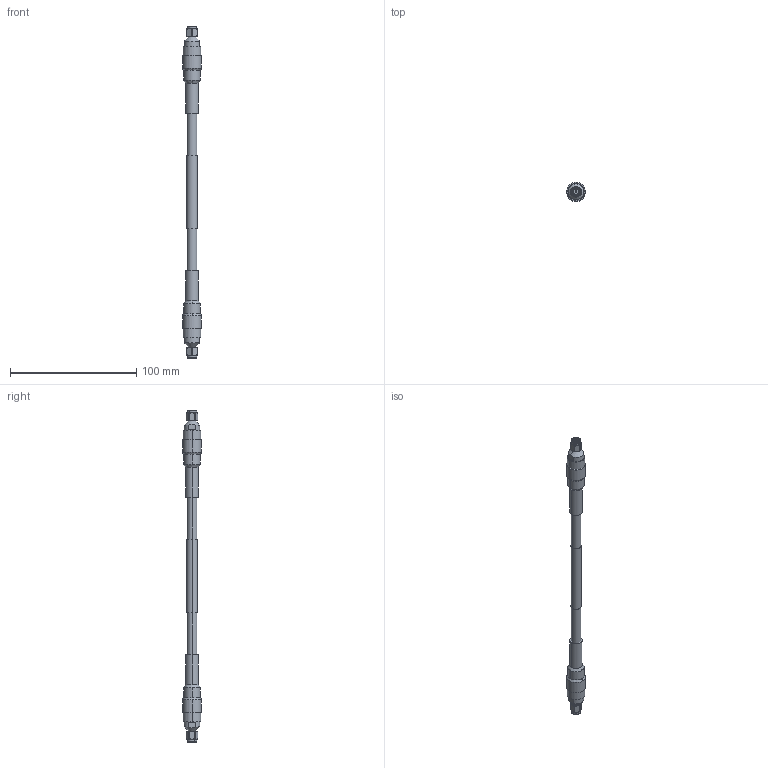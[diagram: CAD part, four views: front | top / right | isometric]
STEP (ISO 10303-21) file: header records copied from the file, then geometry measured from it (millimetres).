
FILE_DESCRIPTION (( 'STEP AP203' ), '1' );
FILE_NAME ('PE3M0225 ¦ FMHR0225.step', '2019-04-23T19:13:10', ( '' ), ( '' ), 'SwSTEP 2.0', 'SolidWorks 2018', '' );
FILE_SCHEMA (( 'CONFIG_CONTROL_DESIGN' ));
Length unit declared in the file: inch
Products named in the file (3): PE45042-4MJR5 ｦ FMCN1185-4MJR5_HeatShrink; Coax Cable_PE-P300LL; PE3M0225 ｦ FMHR0225
Assembly tree (3 placements, depth 2):
  PE3M0225 ｦ FMHR0225
    Coax Cable_PE-P300LL
    PE45042-4MJR5 ｦ FMCN1185-4MJR5_HeatShrink  x2
Bounding box: 15.01 x 15.01 x 262.57 mm (x, y, z)
Volume: 24780.1 mm3; surface area: 11094.1 mm2
Topology: 3 solids, 3 shells, 174 faces, 428 edges, 276 vertices
Faces by surface type: cylinder 88, plane 42, cone 26, bspline 18
Entity records: 5123 total; most frequent: CARTESIAN_POINT 2706, ORIENTED_EDGE 446, DIRECTION 437, EDGE_CURVE 223, AXIS2_PLACEMENT_3D 183, VERTEX_POINT 144, EDGE_LOOP 101, CIRCLE 94
